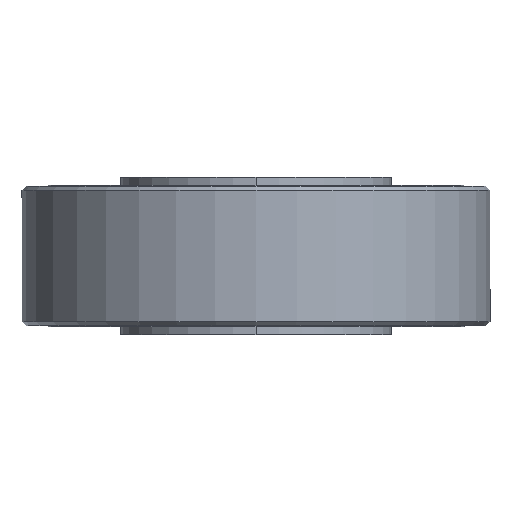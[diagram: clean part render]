
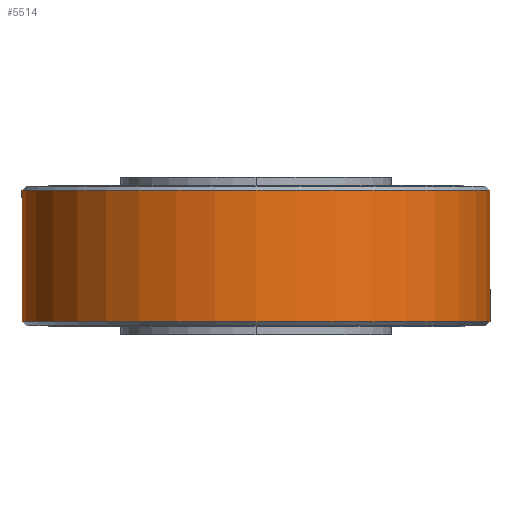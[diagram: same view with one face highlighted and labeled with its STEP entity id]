
A CAD part, left-side view. The second image highlights one B-rep face of the part: STEP entity #5514.
In plain terms, the highlighted cylindrical face has radius 112.5 mm (diameter 225 mm), a partial arc.
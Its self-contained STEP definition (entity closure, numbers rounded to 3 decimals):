
#4190=CARTESIAN_POINT('',(31.5,112.5,0.0));
#4191=VERTEX_POINT('',#4190);
#4207=CARTESIAN_POINT('',(31.5,-112.5,0.));
#4208=VERTEX_POINT('',#4207);
#4230=CARTESIAN_POINT('',(-31.5,112.5,0.0));
#4231=VERTEX_POINT('',#4230);
#4232=CARTESIAN_POINT('',(31.5,112.5,0.0));
#4233=DIRECTION('',(-1.0,0.0,0.0));
#4234=VECTOR('',#4233,63.);
#4235=LINE('',#4232,#4234);
#4236=EDGE_CURVE('',#4191,#4231,#4235,.T.);
#4239=CARTESIAN_POINT('',(-31.5,-112.5,0.));
#4240=VERTEX_POINT('',#4239);
#4241=CARTESIAN_POINT('',(31.5,-112.5,0.));
#4242=DIRECTION('',(-1.0,0.0,0.0));
#4243=VECTOR('',#4242,63.);
#4244=LINE('',#4241,#4243);
#4245=EDGE_CURVE('',#4208,#4240,#4244,.T.);
#5487=CARTESIAN_POINT('',(-31.5,0.0,0.0));
#5488=DIRECTION('',(1.0,0.0,0.0));
#5489=DIRECTION('',(0.0,1.0,0.0));
#5490=AXIS2_PLACEMENT_3D('',#5487,#5488,#5489);
#5491=CIRCLE('',#5490,112.5);
#5492=EDGE_CURVE('',#4231,#4240,#5491,.T.);
#5497=CARTESIAN_POINT('',(-34.65,0.0,0.0));
#5498=DIRECTION('',(1.0,0.0,0.0));
#5499=DIRECTION('',(0.0,1.0,0.0));
#5500=AXIS2_PLACEMENT_3D('',#5497,#5498,#5499);
#5501=CYLINDRICAL_SURFACE('',#5500,112.5);
#5502=ORIENTED_EDGE('',*,*,#4236,.T.);
#5503=ORIENTED_EDGE('',*,*,#5492,.T.);
#5504=ORIENTED_EDGE('',*,*,#4245,.F.);
#5505=CARTESIAN_POINT('',(31.5,0.0,0.0));
#5506=DIRECTION('',(1.0,0.0,0.0));
#5507=DIRECTION('',(0.0,1.0,0.0));
#5508=AXIS2_PLACEMENT_3D('',#5505,#5506,#5507);
#5509=CIRCLE('',#5508,112.5);
#5510=EDGE_CURVE('',#4191,#4208,#5509,.T.);
#5511=ORIENTED_EDGE('',*,*,#5510,.F.);
#5512=EDGE_LOOP('',(#5502,#5503,#5504,#5511));
#5513=FACE_OUTER_BOUND('',#5512,.T.);
#5514=ADVANCED_FACE('',(#5513),#5501,.T.);
